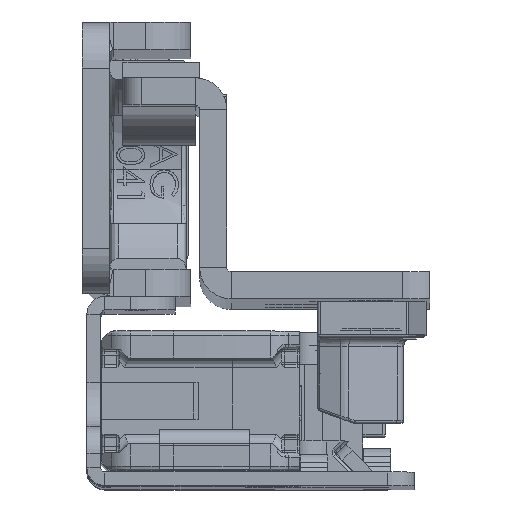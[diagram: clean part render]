
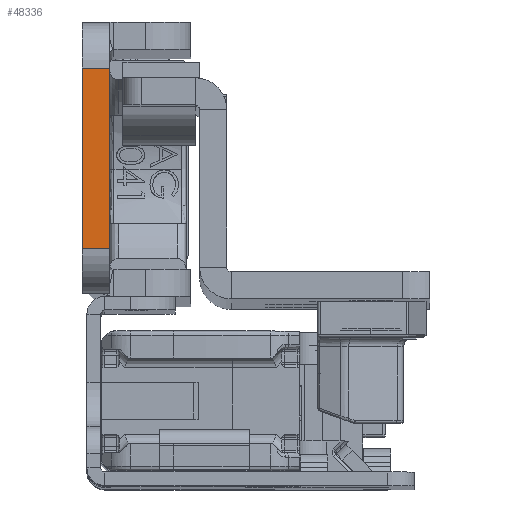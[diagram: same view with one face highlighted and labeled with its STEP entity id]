
A CAD part, top view. The second image highlights one B-rep face of the part: STEP entity #48336.
In plain terms, the highlighted planar face has unit normal (0, 0, 1).
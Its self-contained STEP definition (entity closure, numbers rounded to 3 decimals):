
#1311 = VERTEX_POINT ( 'NONE', #42385 ) ;
#4042 = VERTEX_POINT ( 'NONE', #42341 ) ;
#4286 = CARTESIAN_POINT ( 'NONE',  ( 3., -22.5, 0. ) ) ;
#5201 = CARTESIAN_POINT ( 'NONE',  ( 3., 10., 0. ) ) ;
#5547 = LINE ( 'NONE', #5201, #23671 ) ;
#9306 = EDGE_CURVE ( 'NONE', #4042, #56418, #47186, .T. ) ;
#9782 = FACE_OUTER_BOUND ( 'NONE', #43161, .T. ) ;
#10309 = AXIS2_PLACEMENT_3D ( 'NONE', #4286, #47866, #54444 ) ;
#16324 = DIRECTION ( 'NONE',  ( 0., -1., 0. ) ) ;
#23671 = VECTOR ( 'NONE', #61887, 1000. ) ;
#25205 = ORIENTED_EDGE ( 'NONE', *, *, #44472, .T. ) ;
#31328 = VERTEX_POINT ( 'NONE', #52482 ) ;
#33992 = ORIENTED_EDGE ( 'NONE', *, *, #9306, .F. ) ;
#38540 = ORIENTED_EDGE ( 'NONE', *, *, #40829, .T. ) ;
#39710 = CARTESIAN_POINT ( 'NONE',  ( 0., -22.5, 0. ) ) ;
#40829 = EDGE_CURVE ( 'NONE', #31328, #1311, #5547, .T. ) ;
#42042 = DIRECTION ( 'NONE',  ( -1., 0., 0. ) ) ;
#42341 = CARTESIAN_POINT ( 'NONE',  ( 3., -10., 0. ) ) ;
#42385 = CARTESIAN_POINT ( 'NONE',  ( 0., 10., 0. ) ) ;
#43161 = EDGE_LOOP ( 'NONE', ( #33992, #69764, #38540, #25205 ) ) ;
#44472 = EDGE_CURVE ( 'NONE', #1311, #56418, #44856, .T. ) ;
#44515 = EDGE_CURVE ( 'NONE', #31328, #4042, #55857, .T. ) ;
#44856 = LINE ( 'NONE', #39710, #47464 ) ;
#47186 = LINE ( 'NONE', #70922, #60086 ) ;
#47464 = VECTOR ( 'NONE', #55137, 1000. ) ;
#47866 = DIRECTION ( 'NONE',  ( 0., 0., -1. ) ) ;
#48336 = ADVANCED_FACE ( 'NONE', ( #9782 ), #53014, .F. ) ;
#52482 = CARTESIAN_POINT ( 'NONE',  ( 3., 10., 0. ) ) ;
#53014 = PLANE ( 'NONE',  #10309 ) ;
#54444 = DIRECTION ( 'NONE',  ( -1., 0., 0. ) ) ;
#55137 = DIRECTION ( 'NONE',  ( 0., -1., 0. ) ) ;
#55857 = LINE ( 'NONE', #66457, #63802 ) ;
#56418 = VERTEX_POINT ( 'NONE', #62661 ) ;
#60086 = VECTOR ( 'NONE', #42042, 1000. ) ;
#61887 = DIRECTION ( 'NONE',  ( -1., 0., 0. ) ) ;
#62661 = CARTESIAN_POINT ( 'NONE',  ( 0., -10., 0. ) ) ;
#63802 = VECTOR ( 'NONE', #16324, 1000. ) ;
#66457 = CARTESIAN_POINT ( 'NONE',  ( 3., -22.5, 0. ) ) ;
#69764 = ORIENTED_EDGE ( 'NONE', *, *, #44515, .F. ) ;
#70922 = CARTESIAN_POINT ( 'NONE',  ( 3., -10., 0. ) ) ;
